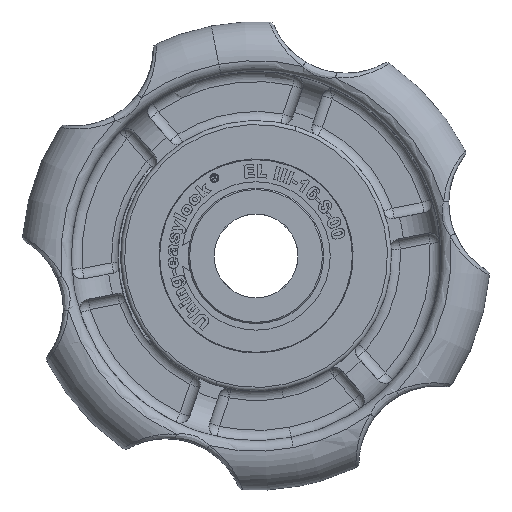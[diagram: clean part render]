
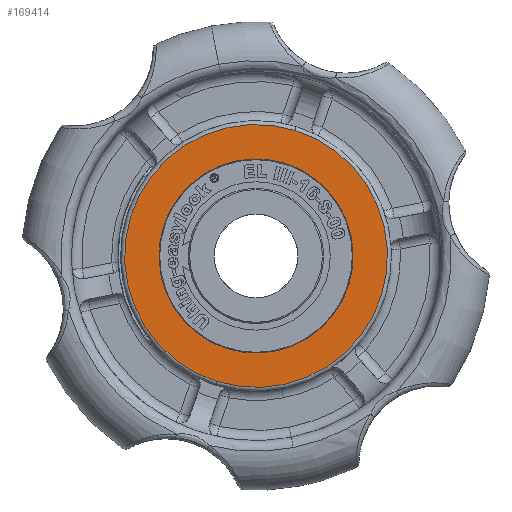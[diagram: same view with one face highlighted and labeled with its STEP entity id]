
A CAD part, left-side view. The second image highlights one B-rep face of the part: STEP entity #169414.
In plain terms, the highlighted planar face has unit normal (-1, 0, 0).
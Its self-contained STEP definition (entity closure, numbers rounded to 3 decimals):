
#6924 = ORIENTED_EDGE ( 'NONE', *, *, #132311, .T. ) ;
#11206 = ORIENTED_EDGE ( 'NONE', *, *, #132386, .F. ) ;
#15127 = VERTEX_POINT ( 'NONE', #95128 ) ;
#20554 = CARTESIAN_POINT ( 'NONE',  ( -30.8, -17.813, -5.524 ) ) ;
#20996 = AXIS2_PLACEMENT_3D ( 'NONE', #178769, #164656, #147698 ) ;
#23207 = CIRCLE ( 'NONE', #56085, 18.65 ) ;
#23465 = DIRECTION ( 'NONE',  ( 0., 0.296, -0.955 ) ) ;
#25260 = CARTESIAN_POINT ( 'NONE',  ( -30.8, 0., 0. ) ) ;
#32167 = CIRCLE ( 'NONE', #50116, 25.25 ) ;
#36470 = CARTESIAN_POINT ( 'NONE',  ( -30.8, -7.479, 24.117 ) ) ;
#38305 = DIRECTION ( 'NONE',  ( 0., -0.296, 0.955 ) ) ;
#39488 = ORIENTED_EDGE ( 'NONE', *, *, #66918, .F. ) ;
#40806 = EDGE_LOOP ( 'NONE', ( #6924, #105614 ) ) ;
#49746 = DIRECTION ( 'NONE',  ( -1., 0., 0. ) ) ;
#50116 = AXIS2_PLACEMENT_3D ( 'NONE', #76937, #49746, #23465 ) ;
#53470 = EDGE_LOOP ( 'NONE', ( #39488, #11206 ) ) ;
#56085 = AXIS2_PLACEMENT_3D ( 'NONE', #25260, #99359, #154807 ) ;
#62720 = PLANE ( 'NONE',  #183004 ) ;
#66918 = EDGE_CURVE ( 'NONE', #125377, #15127, #101898, .T. ) ;
#67781 = CARTESIAN_POINT ( 'NONE',  ( -30.8, 7.479, -24.117 ) ) ;
#68218 = VERTEX_POINT ( 'NONE', #67781 ) ;
#73990 = FACE_BOUND ( 'NONE', #53470, .T. ) ;
#76769 = FACE_OUTER_BOUND ( 'NONE', #40806, .T. ) ;
#76937 = CARTESIAN_POINT ( 'NONE',  ( -30.8, 0., 0. ) ) ;
#78208 = CARTESIAN_POINT ( 'NONE',  ( -30.8, 5.524, -17.813 ) ) ;
#81406 = DIRECTION ( 'NONE',  ( 1., 0., 0. ) ) ;
#82234 = DIRECTION ( 'NONE',  ( 0., 0.296, -0.955 ) ) ;
#95128 = CARTESIAN_POINT ( 'NONE',  ( -30.8, -5.524, 17.813 ) ) ;
#97019 = AXIS2_PLACEMENT_3D ( 'NONE', #182852, #110470, #82234 ) ;
#99359 = DIRECTION ( 'NONE',  ( -1., 0., 0. ) ) ;
#101898 = CIRCLE ( 'NONE', #20996, 18.65 ) ;
#105614 = ORIENTED_EDGE ( 'NONE', *, *, #160630, .T. ) ;
#110470 = DIRECTION ( 'NONE',  ( -1., 0., 0. ) ) ;
#112051 = CIRCLE ( 'NONE', #97019, 25.25 ) ;
#125377 = VERTEX_POINT ( 'NONE', #78208 ) ;
#132311 = EDGE_CURVE ( 'NONE', #68218, #156604, #32167, .T. ) ;
#132386 = EDGE_CURVE ( 'NONE', #15127, #125377, #23207, .T. ) ;
#147698 = DIRECTION ( 'NONE',  ( 0., 0.296, -0.955 ) ) ;
#154807 = DIRECTION ( 'NONE',  ( 0., 0.296, -0.955 ) ) ;
#156604 = VERTEX_POINT ( 'NONE', #36470 ) ;
#160630 = EDGE_CURVE ( 'NONE', #156604, #68218, #112051, .T. ) ;
#164656 = DIRECTION ( 'NONE',  ( -1., 0., 0. ) ) ;
#169414 = ADVANCED_FACE ( 'NONE', ( #73990, #76769 ), #62720, .F. ) ;
#178769 = CARTESIAN_POINT ( 'NONE',  ( -30.8, 0., 0. ) ) ;
#182852 = CARTESIAN_POINT ( 'NONE',  ( -30.8, 0., 0. ) ) ;
#183004 = AXIS2_PLACEMENT_3D ( 'NONE', #20554, #81406, #38305 ) ;
